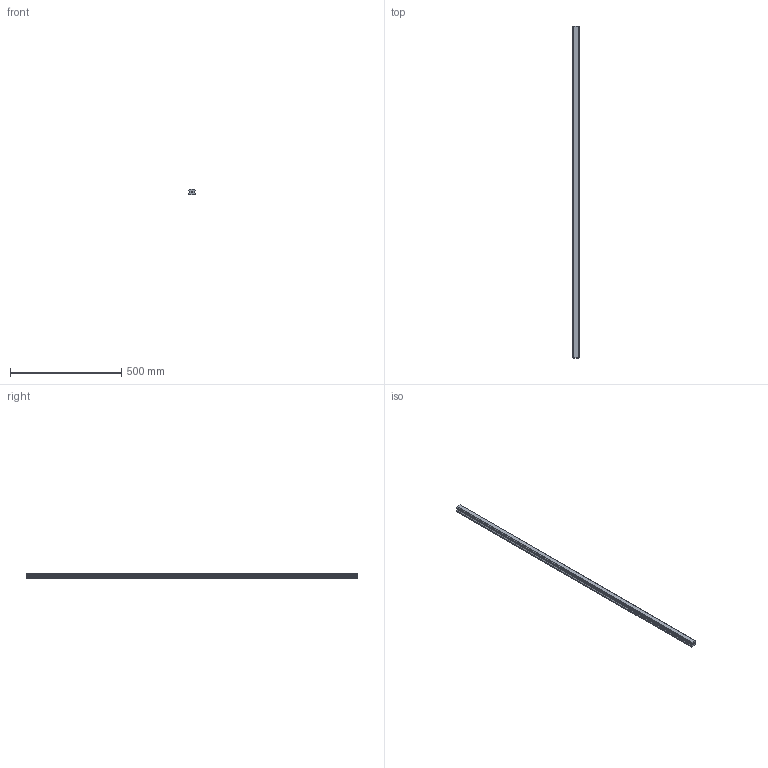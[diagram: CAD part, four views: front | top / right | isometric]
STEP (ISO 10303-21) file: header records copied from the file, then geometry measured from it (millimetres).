
FILE_DESCRIPTION(('STEP AP214'),'1');
FILE_NAME('cctmp_D8205C19-8967-4B43-9525-DE27012DEF7C_2021_01_26_13_52_36_0431..stp','2021-01-26T12:52:36',('HIWIN GmbH'),('CADClick - www.CADClick.com'),'Spatial InterOp 3D',' ','unknown authorization');
FILE_SCHEMA(('AUTOMOTIVE_DESIGN'));
Length unit declared in the file: millimetre
Products named in the file (1): HGR30T1490C_FILE
Bounding box: 28 x 1490 x 26 mm (x, y, z)
Volume: 903670.3 mm3; surface area: 172149.7 mm2
Topology: 1 solids, 1 shells, 191 faces, 517 edges, 313 vertices
Faces by surface type: plane 93, cylinder 60, cone 38
Entity records: 7233 total; most frequent: CARTESIAN_POINT 984, DIRECTION 983, ORIENTED_EDGE 958, EDGE_CURVE 479, LINE 359, VECTOR 359, VERTEX_POINT 313, AXIS2_PLACEMENT_3D 312
